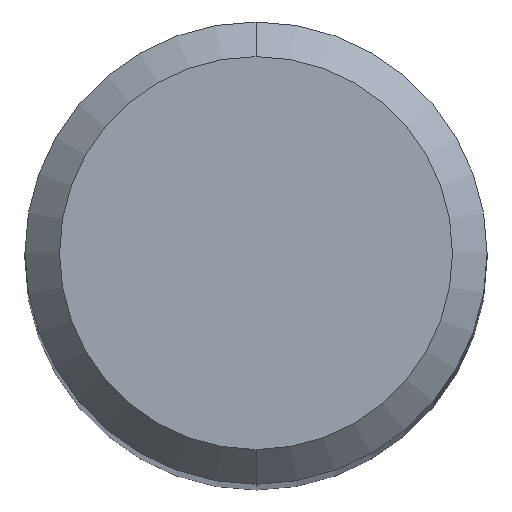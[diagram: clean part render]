
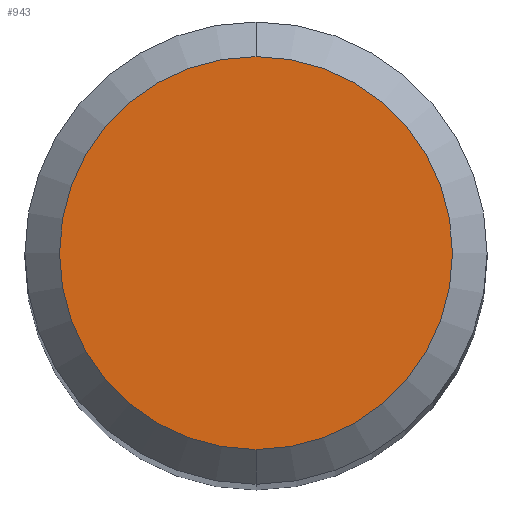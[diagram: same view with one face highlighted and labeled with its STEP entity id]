
A CAD part, top view. The second image highlights one B-rep face of the part: STEP entity #943.
In plain terms, the highlighted planar face has unit normal (0, 0, 1).
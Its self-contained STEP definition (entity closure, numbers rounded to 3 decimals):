
#503=EDGE_CURVE('',#607,#601,#1338,.T.);
#601=VERTEX_POINT('',#1444);
#607=VERTEX_POINT('',#1451);
#909=EDGE_CURVE('',#601,#607,#1775,.T.);
#943=ADVANCED_FACE('',(#1812),#1813,.T.);
#1338=CIRCLE('',#2648,1.7);
#1444=CARTESIAN_POINT('',(0.0,1.7,0.0));
#1451=CARTESIAN_POINT('',(0.,-1.7,0.0));
#1775=CIRCLE('',#4129,1.7);
#1812=FACE_OUTER_BOUND('',#4244,.T.);
#1813=PLANE('',#4245);
#2648=AXIS2_PLACEMENT_3D('',#5835,#5836,#5837);
#4129=AXIS2_PLACEMENT_3D('',#6278,#6279,#6280);
#4244=EDGE_LOOP('',(#6313,#6314));
#4245=AXIS2_PLACEMENT_3D('',#6315,#6316,#6317);
#5835=CARTESIAN_POINT('',(0.0,0.0,0.0));
#5836=DIRECTION('',(0.0,0.0,-1.0));
#5837=DIRECTION('',(0.0,1.0,0.0));
#6278=CARTESIAN_POINT('',(0.0,0.0,0.0));
#6279=DIRECTION('',(0.0,0.0,-1.0));
#6280=DIRECTION('',(0.0,1.0,0.0));
#6313=ORIENTED_EDGE('',*,*,#909,.F.);
#6314=ORIENTED_EDGE('',*,*,#503,.F.);
#6315=CARTESIAN_POINT('',(0.0,0.85,0.0));
#6316=DIRECTION('',(-0.0,0.0,1.0));
#6317=DIRECTION('',(0.0,-1.0,0.0));
